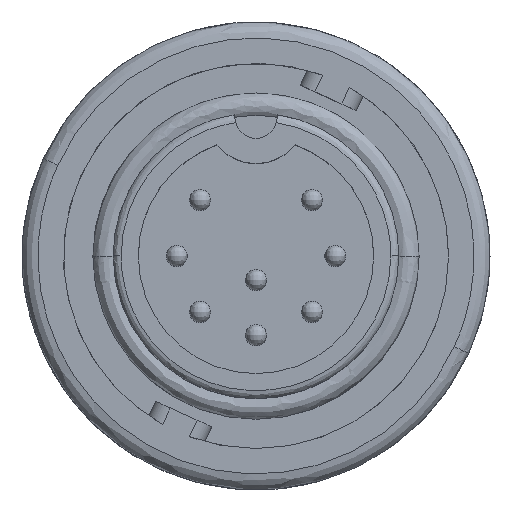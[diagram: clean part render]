
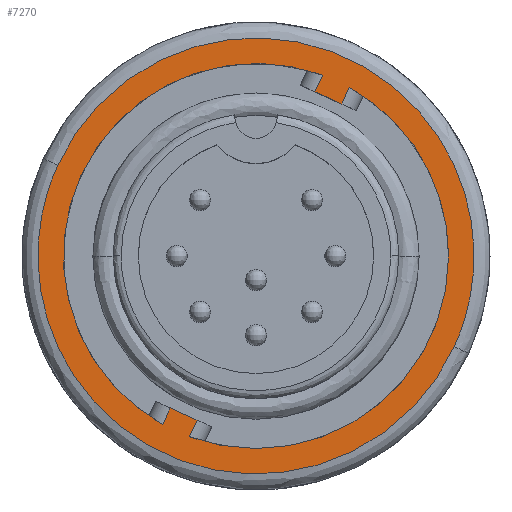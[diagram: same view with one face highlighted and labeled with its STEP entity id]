
A CAD part, top view. The second image highlights one B-rep face of the part: STEP entity #7270.
In plain terms, the highlighted planar face has unit normal (0, 0, 1).
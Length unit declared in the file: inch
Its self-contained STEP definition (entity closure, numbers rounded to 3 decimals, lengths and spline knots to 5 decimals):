
#1155 = DIRECTION ( 'NONE',  ( 0.909, -0.416, 0. ) ) ;
#1156 = CARTESIAN_POINT ( 'NONE',  ( -0.16027, -0.28407, -0.08324 ) ) ;
#1157 = LINE ( 'NONE', #1156, #8522 ) ;
#1592 = ORIENTED_EDGE ( 'NONE', *, *, #6938, .T. ) ;
#1674 = CARTESIAN_POINT ( 'NONE',  ( 0.11026, 0.30696, -0.08324 ) ) ;
#1693 = CARTESIAN_POINT ( 'NONE',  ( 0.16027, 0.28407, -0.08324 ) ) ;
#1813 = CARTESIAN_POINT ( 'NONE',  ( -0.1744, -0.31493, -0.08324 ) ) ;
#1935 = ORIENTED_EDGE ( 'NONE', *, *, #6980, .T. ) ;
#1937 = ORIENTED_EDGE ( 'NONE', *, *, #8239, .F. ) ;
#1942 = ORIENTED_EDGE ( 'NONE', *, *, #6894, .T. ) ;
#1943 = ORIENTED_EDGE ( 'NONE', *, *, #8200, .T. ) ;
#1945 = ORIENTED_EDGE ( 'NONE', *, *, #6881, .T. ) ;
#1951 = CARTESIAN_POINT ( 'NONE',  ( -0.11026, -0.30696, -0.08324 ) ) ;
#1961 = CARTESIAN_POINT ( 'NONE',  ( -0.16027, -0.28407, -0.08324 ) ) ;
#2047 = ORIENTED_EDGE ( 'NONE', *, *, #8208, .F. ) ;
#2061 = ORIENTED_EDGE ( 'NONE', *, *, #7610, .F. ) ;
#2082 = ORIENTED_EDGE ( 'NONE', *, *, #6878, .T. ) ;
#2092 = ORIENTED_EDGE ( 'NONE', *, *, #6911, .T. ) ;
#2124 = ORIENTED_EDGE ( 'NONE', *, *, #7068, .F. ) ;
#2199 = CARTESIAN_POINT ( 'NONE',  ( 0.37053, -0.16961, -0.08324 ) ) ;
#2260 = CARTESIAN_POINT ( 'NONE',  ( 0.1744, 0.31493, -0.08324 ) ) ;
#2298 = CARTESIAN_POINT ( 'NONE',  ( 0.36, 0., -0.08324 ) ) ;
#2338 = CARTESIAN_POINT ( 'NONE',  ( -0.37053, 0.16961, -0.08324 ) ) ;
#2376 = CARTESIAN_POINT ( 'NONE',  ( -0.12439, -0.33783, -0.08324 ) ) ;
#2386 = CARTESIAN_POINT ( 'NONE',  ( 0.12439, 0.33783, -0.08324 ) ) ;
#3800 = VECTOR ( 'NONE', #11956, 39.37008 ) ;
#3939 = VECTOR ( 'NONE', #14814, 39.37008 ) ;
#4057 = FACE_OUTER_BOUND ( 'NONE', #4425, .T. ) ;
#4062 = FACE_BOUND ( 'NONE', #4426, .T. ) ;
#4064 = AXIS2_PLACEMENT_3D ( 'NONE', #16080, #16079, #16078 ) ;
#4115 = AXIS2_PLACEMENT_3D ( 'NONE', #14633, #14626, #14313 ) ;
#4206 = VECTOR ( 'NONE', #14884, 39.37008 ) ;
#4235 = AXIS2_PLACEMENT_3D ( 'NONE', #6837, #6840, #6842 ) ;
#4238 = VECTOR ( 'NONE', #14354, 39.37008 ) ;
#4259 = VECTOR ( 'NONE', #14695, 39.37008 ) ;
#4425 = EDGE_LOOP ( 'NONE', ( #2047, #1937 ) ) ;
#4426 = EDGE_LOOP ( 'NONE', ( #2092, #1943, #1935, #1592, #2061, #1942, #2082, #1945, #2124 ) ) ;
#4594 = VERTEX_POINT ( 'NONE', #1951 ) ;
#4598 = VERTEX_POINT ( 'NONE', #1961 ) ;
#5012 = VERTEX_POINT ( 'NONE', #2199 ) ;
#5081 = VERTEX_POINT ( 'NONE', #2338 ) ;
#5197 = VERTEX_POINT ( 'NONE', #2260 ) ;
#5249 = VERTEX_POINT ( 'NONE', #2298 ) ;
#5345 = VERTEX_POINT ( 'NONE', #2376 ) ;
#5351 = VERTEX_POINT ( 'NONE', #1813 ) ;
#5361 = VERTEX_POINT ( 'NONE', #2386 ) ;
#5398 = VERTEX_POINT ( 'NONE', #1693 ) ;
#5403 = VERTEX_POINT ( 'NONE', #1674 ) ;
#6837 = CARTESIAN_POINT ( 'NONE',  ( 0., 0., -0.08324 ) ) ;
#6840 = DIRECTION ( 'NONE',  ( 0., 0., -1. ) ) ;
#6842 = DIRECTION ( 'NONE',  ( 1., 0., 0. ) ) ;
#6878 = EDGE_CURVE ( 'NONE', #5351, #5361, #7936, .T. ) ;
#6881 = EDGE_CURVE ( 'NONE', #5361, #5403, #14473, .T. ) ;
#6894 = EDGE_CURVE ( 'NONE', #4598, #5351, #14698, .T. ) ;
#6911 = EDGE_CURVE ( 'NONE', #5398, #5197, #14480, .T. ) ;
#6938 = EDGE_CURVE ( 'NONE', #5345, #4594, #14707, .T. ) ;
#6980 = EDGE_CURVE ( 'NONE', #5249, #5345, #7908, .T. ) ;
#7068 = EDGE_CURVE ( 'NONE', #5398, #5403, #11958, .T. ) ;
#7270 = ADVANCED_FACE ( 'NONE', ( #4057, #4062 ), #16081, .T. ) ;
#7610 = EDGE_CURVE ( 'NONE', #4598, #4594, #1157, .T. ) ;
#7908 = CIRCLE ( 'NONE', #4115, 0.36 ) ;
#7936 = CIRCLE ( 'NONE', #4235, 0.36 ) ;
#8065 = CIRCLE ( 'NONE', #8334, 0.36 ) ;
#8200 = EDGE_CURVE ( 'NONE', #5197, #5249, #8065, .T. ) ;
#8208 = EDGE_CURVE ( 'NONE', #5081, #5012, #13239, .T. ) ;
#8239 = EDGE_CURVE ( 'NONE', #5012, #5081, #13246, .T. ) ;
#8334 = AXIS2_PLACEMENT_3D ( 'NONE', #16812, #16273, #16277 ) ;
#8522 = VECTOR ( 'NONE', #1155, 39.37008 ) ;
#11956 = DIRECTION ( 'NONE',  ( -0.909, 0.416, 0. ) ) ;
#11957 = CARTESIAN_POINT ( 'NONE',  ( 0.16027, 0.28407, -0.08324 ) ) ;
#11958 = LINE ( 'NONE', #11957, #3800 ) ;
#13239 =( BOUNDED_CURVE ( )  B_SPLINE_CURVE ( 3, ( #16717, #16245, #16286, #16253 ),
 .UNSPECIFIED., .F., .T. ) 
 B_SPLINE_CURVE_WITH_KNOTS ( ( 4, 4 ),
 ( 0., 1. ),
 .UNSPECIFIED. ) 
 CURVE ( )  GEOMETRIC_REPRESENTATION_ITEM ( )  RATIONAL_B_SPLINE_CURVE ( ( 1., 0.333, 0.333, 1. ) ) 
 REPRESENTATION_ITEM ( '' )  );
#13246 =( BOUNDED_CURVE ( )  B_SPLINE_CURVE ( 3, ( #16537, #16535, #16533, #16529 ),
 .UNSPECIFIED., .F., .T. ) 
 B_SPLINE_CURVE_WITH_KNOTS ( ( 4, 4 ),
 ( 0., 1. ),
 .UNSPECIFIED. ) 
 CURVE ( )  GEOMETRIC_REPRESENTATION_ITEM ( )  RATIONAL_B_SPLINE_CURVE ( ( 1., 0.333, 0.333, 1. ) ) 
 REPRESENTATION_ITEM ( '' )  );
#14313 = DIRECTION ( 'NONE',  ( 1., 0., 0. ) ) ;
#14354 = DIRECTION ( 'NONE',  ( -0.416, -0.909, 0. ) ) ;
#14434 = CARTESIAN_POINT ( 'NONE',  ( 0.12439, 0.33783, -0.08324 ) ) ;
#14473 = LINE ( 'NONE', #14434, #4238 ) ;
#14480 = LINE ( 'NONE', #14833, #4206 ) ;
#14626 = DIRECTION ( 'NONE',  ( 0., 0., -1. ) ) ;
#14633 = CARTESIAN_POINT ( 'NONE',  ( 0., 0., -0.08324 ) ) ;
#14692 = CARTESIAN_POINT ( 'NONE',  ( -0.16027, -0.28407, -0.08324 ) ) ;
#14695 = DIRECTION ( 'NONE',  ( -0.416, -0.909, 0. ) ) ;
#14698 = LINE ( 'NONE', #14692, #4259 ) ;
#14707 = LINE ( 'NONE', #14808, #3939 ) ;
#14808 = CARTESIAN_POINT ( 'NONE',  ( -0.12439, -0.33783, -0.08324 ) ) ;
#14814 = DIRECTION ( 'NONE',  ( 0.416, 0.909, 0. ) ) ;
#14833 = CARTESIAN_POINT ( 'NONE',  ( 0.16027, 0.28407, -0.08324 ) ) ;
#14884 = DIRECTION ( 'NONE',  ( 0.416, 0.909, 0. ) ) ;
#16078 = DIRECTION ( 'NONE',  ( 1., 0., 0. ) ) ;
#16079 = DIRECTION ( 'NONE',  ( 0., 0., 1. ) ) ;
#16080 = CARTESIAN_POINT ( 'NONE',  ( 0., 0., -0.08324 ) ) ;
#16081 = PLANE ( 'NONE',  #4064 ) ;
#16245 = CARTESIAN_POINT ( 'NONE',  ( -0.03131, 0.91066, -0.08324 ) ) ;
#16253 = CARTESIAN_POINT ( 'NONE',  ( 0.37053, -0.16961, -0.08324 ) ) ;
#16273 = DIRECTION ( 'NONE',  ( 0., 0., -1. ) ) ;
#16277 = DIRECTION ( 'NONE',  ( 1., 0., 0. ) ) ;
#16286 = CARTESIAN_POINT ( 'NONE',  ( 0.70974, 0.57145, -0.08324 ) ) ;
#16529 = CARTESIAN_POINT ( 'NONE',  ( -0.37053, 0.16961, -0.08324 ) ) ;
#16533 = CARTESIAN_POINT ( 'NONE',  ( -0.70974, -0.57145, -0.08324 ) ) ;
#16535 = CARTESIAN_POINT ( 'NONE',  ( 0.03131, -0.91066, -0.08324 ) ) ;
#16537 = CARTESIAN_POINT ( 'NONE',  ( 0.37053, -0.16961, -0.08324 ) ) ;
#16717 = CARTESIAN_POINT ( 'NONE',  ( -0.37053, 0.16961, -0.08324 ) ) ;
#16812 = CARTESIAN_POINT ( 'NONE',  ( 0., 0., -0.08324 ) ) ;
